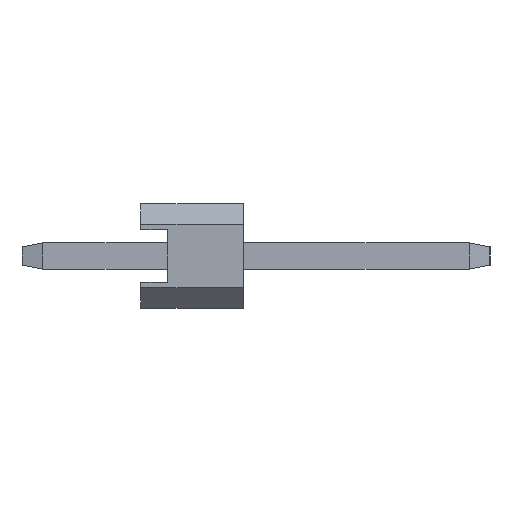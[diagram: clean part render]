
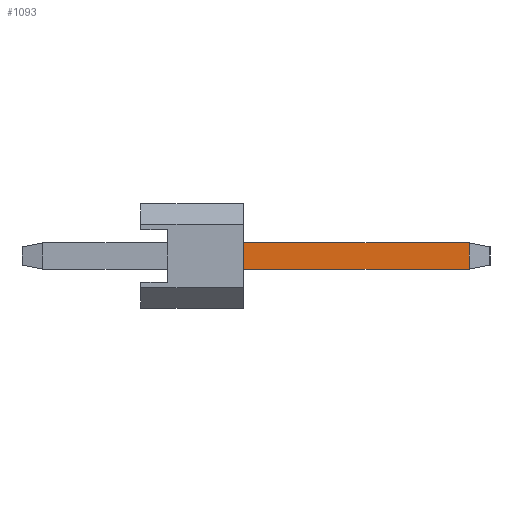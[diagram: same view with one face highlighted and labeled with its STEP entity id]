
A CAD part, left-side view. The second image highlights one B-rep face of the part: STEP entity #1093.
In plain terms, the highlighted planar face has unit normal (-1, 0, 0).
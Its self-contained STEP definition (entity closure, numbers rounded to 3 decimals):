
#2 = DIRECTION ( 'NONE',  ( 1., 0., 0. ) ) ;
#105 = LINE ( 'NONE', #531, #1285 ) ;
#168 = VECTOR ( 'NONE', #606, 1000. ) ;
#224 = CARTESIAN_POINT ( 'NONE',  ( -0.32, 0., 0.32 ) ) ;
#247 = PLANE ( 'NONE',  #646 ) ;
#254 = FACE_OUTER_BOUND ( 'NONE', #982, .T. ) ;
#256 = CARTESIAN_POINT ( 'NONE',  ( -0.32, -5.5, 0.32 ) ) ;
#270 = VERTEX_POINT ( 'NONE', #1120 ) ;
#297 = ORIENTED_EDGE ( 'NONE', *, *, #514, .F. ) ;
#298 = CARTESIAN_POINT ( 'NONE',  ( -0.32, 0., 0.32 ) ) ;
#329 = VERTEX_POINT ( 'NONE', #380 ) ;
#359 = CARTESIAN_POINT ( 'NONE',  ( -0.32, -6., 0.32 ) ) ;
#380 = CARTESIAN_POINT ( 'NONE',  ( -0.32, 0., -0.32 ) ) ;
#459 = CARTESIAN_POINT ( 'NONE',  ( -0.32, -6., -0.32 ) ) ;
#514 = EDGE_CURVE ( 'NONE', #329, #1433, #1315, .T. ) ;
#531 = CARTESIAN_POINT ( 'NONE',  ( -0.32, -6., 0.32 ) ) ;
#606 = DIRECTION ( 'NONE',  ( 0., -1., 0. ) ) ;
#637 = CARTESIAN_POINT ( 'NONE',  ( -0.32, -5.5, -0.32 ) ) ;
#646 = AXIS2_PLACEMENT_3D ( 'NONE', #359, #2, #1220 ) ;
#748 = VERTEX_POINT ( 'NONE', #637 ) ;
#791 = EDGE_CURVE ( 'NONE', #270, #748, #854, .T. ) ;
#842 = LINE ( 'NONE', #459, #168 ) ;
#854 = LINE ( 'NONE', #256, #940 ) ;
#940 = VECTOR ( 'NONE', #1001, 1000. ) ;
#967 = ORIENTED_EDGE ( 'NONE', *, *, #791, .F. ) ;
#975 = DIRECTION ( 'NONE',  ( 0., 0., 1. ) ) ;
#982 = EDGE_LOOP ( 'NONE', ( #967, #1410, #297, #1100 ) ) ;
#1001 = DIRECTION ( 'NONE',  ( 0., 0., -1. ) ) ;
#1093 = ADVANCED_FACE ( 'NONE', ( #254 ), #247, .F. ) ;
#1100 = ORIENTED_EDGE ( 'NONE', *, *, #1207, .T. ) ;
#1120 = CARTESIAN_POINT ( 'NONE',  ( -0.32, -5.5, 0.32 ) ) ;
#1207 = EDGE_CURVE ( 'NONE', #329, #748, #842, .T. ) ;
#1220 = DIRECTION ( 'NONE',  ( 0., 0., -1. ) ) ;
#1230 = VECTOR ( 'NONE', #975, 1000. ) ;
#1238 = EDGE_CURVE ( 'NONE', #270, #1433, #105, .T. ) ;
#1285 = VECTOR ( 'NONE', #1549, 1000. ) ;
#1315 = LINE ( 'NONE', #224, #1230 ) ;
#1410 = ORIENTED_EDGE ( 'NONE', *, *, #1238, .T. ) ;
#1433 = VERTEX_POINT ( 'NONE', #298 ) ;
#1549 = DIRECTION ( 'NONE',  ( 0., 1., 0. ) ) ;
